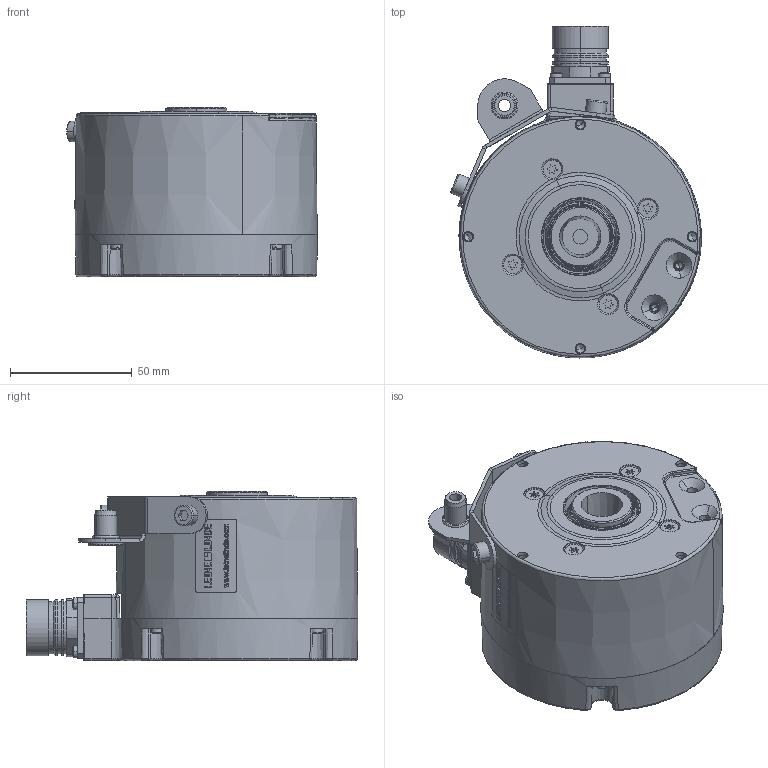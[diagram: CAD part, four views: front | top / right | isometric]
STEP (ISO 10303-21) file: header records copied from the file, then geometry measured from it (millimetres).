
FILE_DESCRIPTION((''),'2;1');
FILE_NAME('730345','2010-11-30T',('se2802'),(''),'PRO/ENGINEER BY PARAMETRIC TECHNOLOGY CORPORATION, 2010180','PRO/ENGINEER BY PARAMETRIC TECHNOLOGY CORPORATION, 2010180','');
FILE_SCHEMA(('CONFIG_CONTROL_DESIGN'));
Products named in the file (1): 730345
Bounding box: 103.03 x 136.34 x 69.5 mm (x, y, z)
Volume: 294315.3 mm3; surface area: 123394 mm2
Topology: 8 solids, 14 shells, 2047 faces, 5129 edges, 3226 vertices
Faces by surface type: plane 637, cylinder 524, extrusion 324, cone 239, torus 153, bspline 108, sphere 62
Entity records: 74746 total; most frequent: CARTESIAN_POINT 28014, ORIENTED_EDGE 10158, DIRECTION 8758, EDGE_CURVE 5079, AXIS2_PLACEMENT_3D 3226, VERTEX_POINT 3226, VECTOR 2306, EDGE_LOOP 2259
